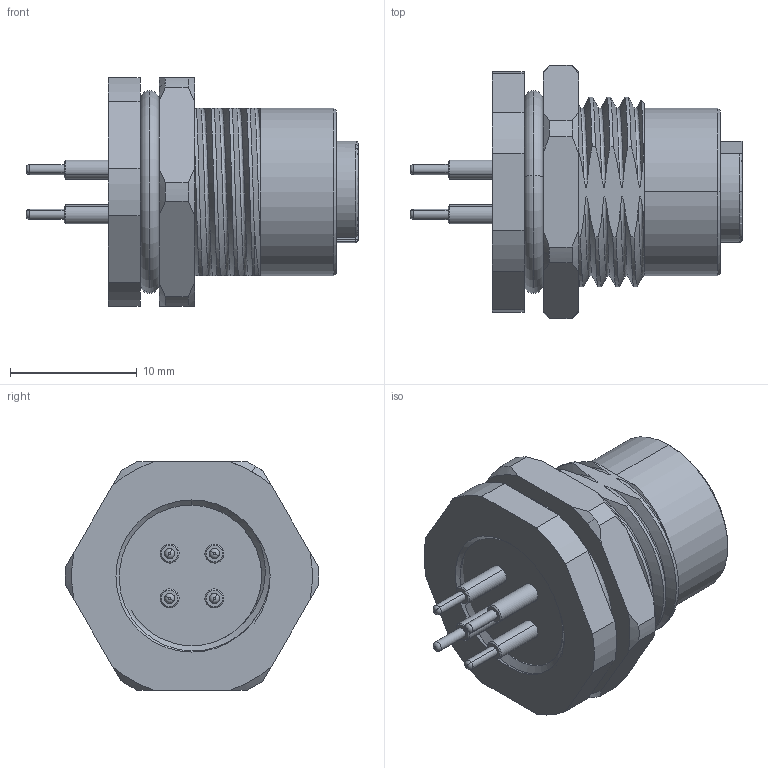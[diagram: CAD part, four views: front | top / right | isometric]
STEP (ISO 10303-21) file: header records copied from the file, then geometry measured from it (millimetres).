
FILE_DESCRIPTION (( 'STEP AP203' ), '1' );
FILE_NAME ('54-00374revA.STEP', '2023-02-09T18:59:02', ( '' ), ( '' ), 'SwSTEP 2.0', 'SolidWorks 2021', '' );
FILE_SCHEMA (( 'CONFIG_CONTROL_DESIGN' ));
Length unit declared in the file: millimetre
Products named in the file (7): 54-00374-02___; 54-00374-05___; 54-00374-01___; 54-00374-06___; 54-00374revA; 54-00374-03___; 54-00374-04___
Assembly tree (9 placements, depth 2):
  54-00374revA
    54-00374-01___
    54-00374-02___
    54-00374-06___
    54-00374-05___
    54-00374-04___
    54-00374-03___  x4
Bounding box: 26.2 x 19.99 x 18 mm (x, y, z)
Volume: 2976.2 mm3; surface area: 5039.5 mm2
Topology: 9 solids, 9 shells, 347 faces, 875 edges, 556 vertices
Faces by surface type: cylinder 125, plane 91, cone 51, bspline 43, torus 37
Entity records: 21466 total; most frequent: CARTESIAN_POINT 15029, ORIENTED_EDGE 1302, DIRECTION 1053, EDGE_CURVE 651, AXIS2_PLACEMENT_3D 423, VERTEX_POINT 421, EDGE_LOOP 276, FACE_OUTER_BOUND 251
